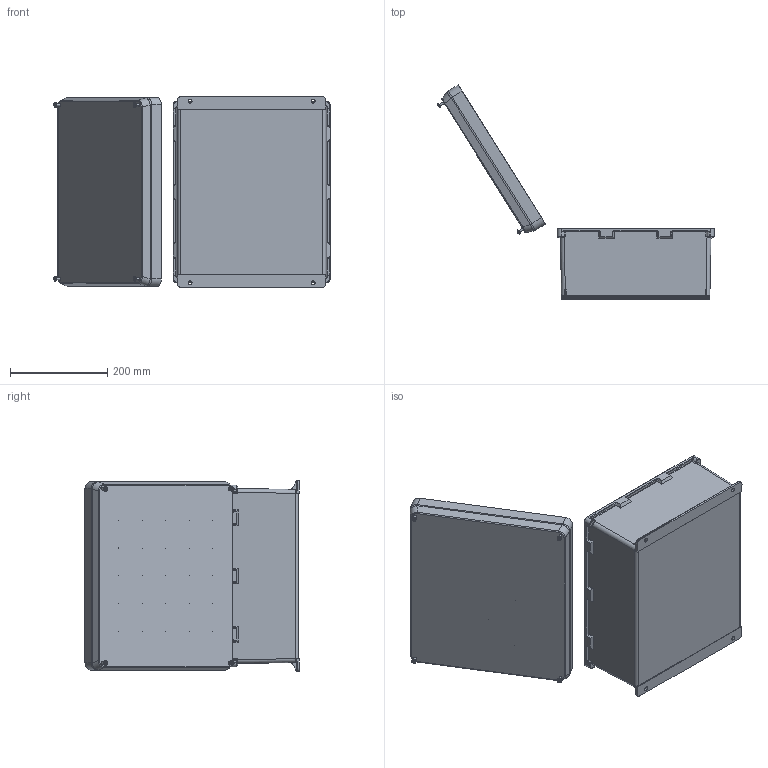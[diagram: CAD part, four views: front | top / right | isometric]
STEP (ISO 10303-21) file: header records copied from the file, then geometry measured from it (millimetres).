
FILE_DESCRIPTION (( 'STEP AP214' ), '1' );
FILE_NAME ('NBC141206.STEP', '2018-02-19T17:45:33', ( '' ), ( '' ), 'SwSTEP 2.0', 'SolidWorks 2017', '' );
FILE_SCHEMA (( 'AUTOMOTIVE_DESIGN' ));
Length unit declared in the file: inch
Products named in the file (4): NBC_LidScrew; NBC141206-Lid; NB141207-Box; NBC141206
Assembly tree (6 placements, depth 2):
  NBC141206
    NB141207-Box
    NBC141206-Lid
    NBC_LidScrew  x4
Bounding box: 569.84 x 441.44 x 394 mm (x, y, z)
Volume: 1877267.8 mm3; surface area: 1026025.2 mm2
Topology: 6 solids, 6 shells, 972 faces, 2383 edges, 1394 vertices
Faces by surface type: cylinder 326, plane 265, cone 149, bspline 148, torus 52, sphere 32
Full cylindrical faces by diameter (mm): 4.216 x4, 5.588 x2, 5.7 x2, 6.5 x4, 8 x4, 8.928 x4, 10 x4
Entity records: 28252 total; most frequent: CARTESIAN_POINT 10673, ORIENTED_EDGE 3726, DIRECTION 3342, EDGE_CURVE 1863, AXIS2_PLACEMENT_3D 1286, VERTEX_POINT 1145, EDGE_LOOP 948, FACE_OUTER_BOUND 864
